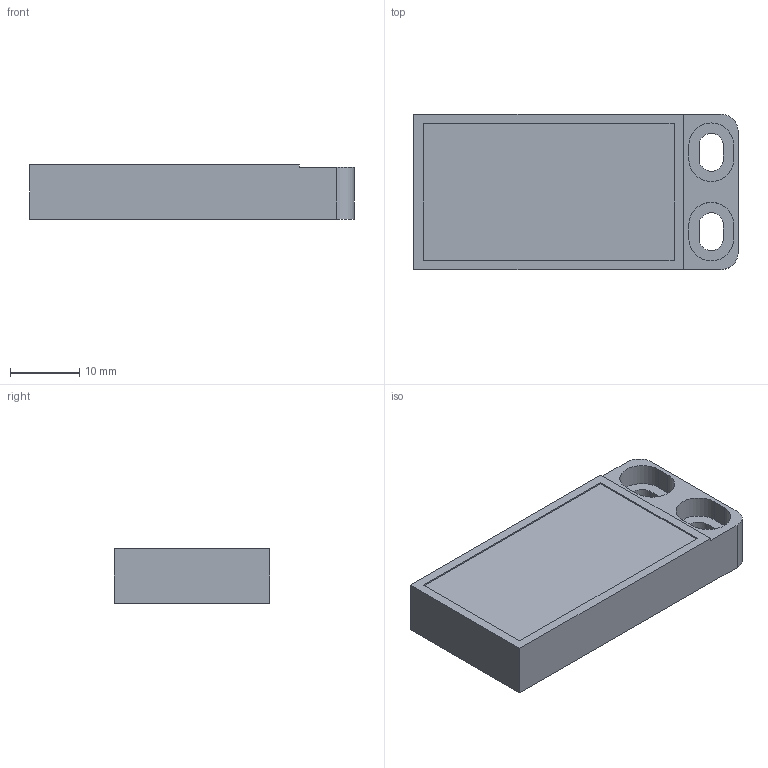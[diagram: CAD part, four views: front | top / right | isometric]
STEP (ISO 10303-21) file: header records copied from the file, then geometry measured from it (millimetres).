
FILE_DESCRIPTION (( 'STEP AP214' ), '1' );
FILE_NAME ('RL-111G-1.step', '2018-04-12T20:59:57', ( '' ), ( '' ), 'SwSTEP 2.0', 'SolidWorks 2017', '' );
FILE_SCHEMA (( 'AUTOMOTIVE_DESIGN' ));
Length unit declared in the file: inch
Products named in the file (1): RL-111G-1
Bounding box: 47 x 22.5 x 7.9 mm (x, y, z)
Volume: 7680.1 mm3; surface area: 3426.5 mm2
Topology: 1 solids, 1 shells, 33 faces, 84 edges, 56 vertices
Faces by surface type: plane 23, cylinder 10
Entity records: 1046 total; most frequent: CARTESIAN_POINT 174, DIRECTION 172, ORIENTED_EDGE 168, EDGE_CURVE 84, VECTOR 64, LINE 64, VERTEX_POINT 56, AXIS2_PLACEMENT_3D 54
